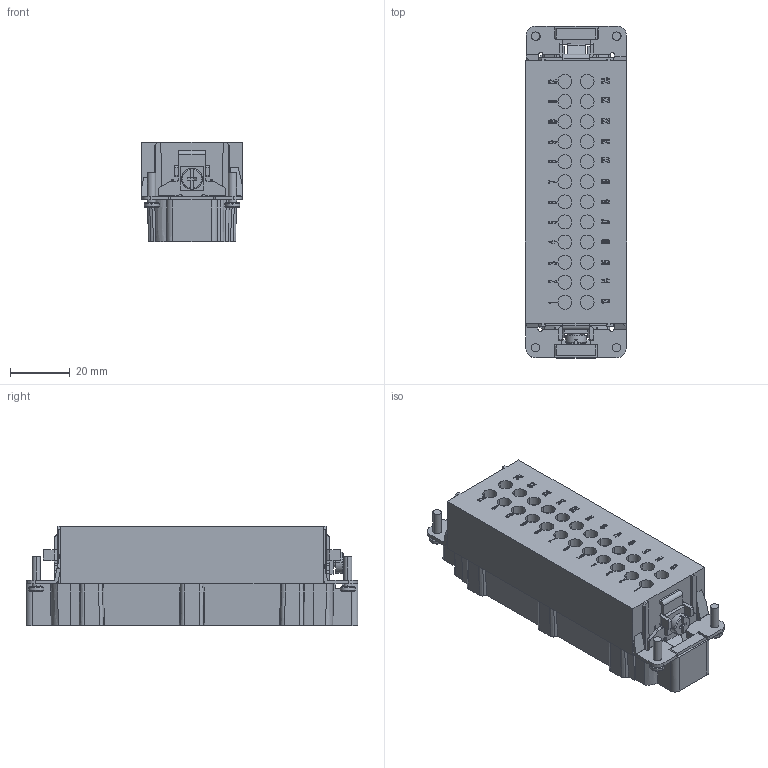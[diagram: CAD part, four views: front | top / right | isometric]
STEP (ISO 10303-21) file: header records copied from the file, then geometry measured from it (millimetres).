
FILE_DESCRIPTION((''),'2;1');
FILE_NAME('HE-024-MS','2017-07-10T',('tl.yang'),(''),'PRO/ENGINEER BY PARAMETRIC TECHNOLOGY CORPORATION, 2011500','PRO/ENGINEER BY PARAMETRIC TECHNOLOGY CORPORATION, 2011500','');
FILE_SCHEMA(('CONFIG_CONTROL_DESIGN'));
Products named in the file (1): HE-024-MS
Bounding box: 33.9 x 110.8 x 33.14 mm (x, y, z)
Volume: 66544.9 mm3; surface area: 26841.8 mm2
Topology: 1 solids, 1 shells, 3593 faces, 9790 edges, 6420 vertices
Faces by surface type: plane 2809, cylinder 360, bspline 216, cone 200, torus 8
Entity records: 118445 total; most frequent: CARTESIAN_POINT 28034, ORIENTED_EDGE 19580, DIRECTION 17320, EDGE_CURVE 9790, VECTOR 8142, LINE 8142, VERTEX_POINT 6420, AXIS2_PLACEMENT_3D 4589
